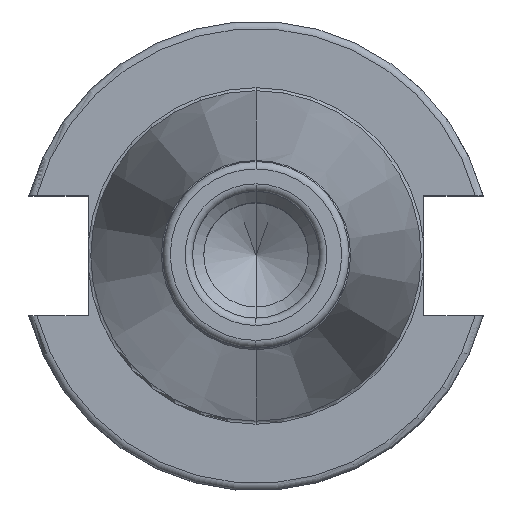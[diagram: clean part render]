
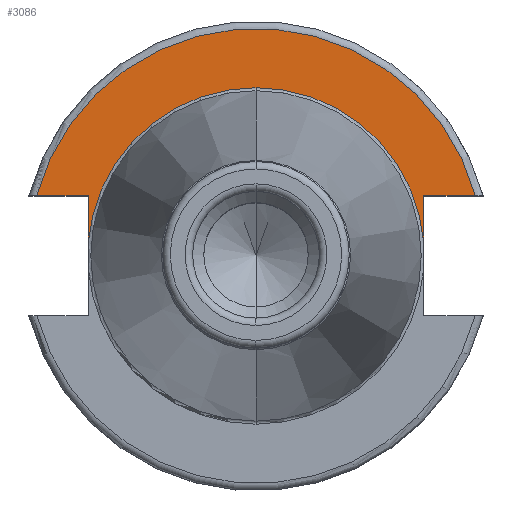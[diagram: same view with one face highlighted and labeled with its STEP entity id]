
A CAD part, top view. The second image highlights one B-rep face of the part: STEP entity #3086.
In plain terms, the highlighted planar face has unit normal (0, 0, 1).
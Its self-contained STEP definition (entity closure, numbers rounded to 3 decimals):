
#498=CARTESIAN_POINT('',(0,0,10));
#499=DIRECTION('',(0,0,1));
#500=DIRECTION('',(0,1,0));
#501=AXIS2_PLACEMENT_3D('',#498,#499,#500);
#1192=DIRECTION('',(0,1,0));
#1193=VECTOR('',#1192,6.317);
#1194=CARTESIAN_POINT('',(-22.5,1.733,10));
#1195=LINE('',#1194,#1193);
#1196=DIRECTION('',(1,0,0));
#1197=VECTOR('',#1196,6.918);
#1198=CARTESIAN_POINT('',(-29.418,8.05,10));
#1199=LINE('',#1198,#1197);
#1200=DIRECTION('',(-1,0,0));
#1201=VECTOR('',#1200,6.918);
#1202=CARTESIAN_POINT('',(29.418,8.05,10));
#1203=LINE('',#1202,#1201);
#1204=DIRECTION('',(0,-1,0));
#1205=VECTOR('',#1204,6.317);
#1206=CARTESIAN_POINT('',(22.5,8.05,10));
#1207=LINE('',#1206,#1205);
#1222=CARTESIAN_POINT('',(0,0,10));
#1223=DIRECTION('',(0,0,-1));
#1224=DIRECTION('',(0,1,0));
#1225=AXIS2_PLACEMENT_3D('',#1222,#1223,#1224);
#1261=CARTESIAN_POINT('',(0,0,10));
#1262=DIRECTION('',(0,0,1));
#1263=DIRECTION('',(0.965,0.264,0));
#1264=AXIS2_PLACEMENT_3D('',#1261,#1262,#1263);
#1319=CARTESIAN_POINT('',(0,22.567,10));
#1321=VERTEX_POINT('',#1319);
#1451=CARTESIAN_POINT('',(-22.5,1.733,10));
#1452=CARTESIAN_POINT('',(-22.5,8.05,10));
#1453=VERTEX_POINT('',#1451);
#1454=VERTEX_POINT('',#1452);
#1455=CARTESIAN_POINT('',(-29.418,8.05,10));
#1456=VERTEX_POINT('',#1455);
#1457=CARTESIAN_POINT('',(22.5,8.05,10));
#1458=CARTESIAN_POINT('',(22.5,1.733,10));
#1459=VERTEX_POINT('',#1457);
#1460=VERTEX_POINT('',#1458);
#1467=CARTESIAN_POINT('',(29.418,8.05,10));
#1468=VERTEX_POINT('',#1467);
#3068=CARTESIAN_POINT('',(0,0,10));
#3069=DIRECTION('',(0,0,-1));
#3070=DIRECTION('',(0,-1,0));
#3071=AXIS2_PLACEMENT_3D('',#3068,#3069,#3070);
#3072=PLANE('',#3071);
#3073=ORIENTED_EDGE('',*,*,#2337,.T.);
#3075=ORIENTED_EDGE('',*,*,#3074,.F.);
#3077=ORIENTED_EDGE('',*,*,#3076,.F.);
#3079=ORIENTED_EDGE('',*,*,#3078,.T.);
#3080=ORIENTED_EDGE('',*,*,#2980,.T.);
#3082=ORIENTED_EDGE('',*,*,#3081,.F.);
#3083=ORIENTED_EDGE('',*,*,#2314,.T.);
#3084=EDGE_LOOP('',(#3073,#3075,#3077,#3079,#3080,#3082,#3083));
#3085=FACE_OUTER_BOUND('',#3084,.F.);
#3086=ADVANCED_FACE('',(#3085),#3072,.F.);
#502=CIRCLE('',#501,22.567);
#1226=CIRCLE('',#1225,22.567);
#1265=CIRCLE('',#1264,30.5);
#2314=EDGE_CURVE('',#1321,#1453,#502,.T.);
#2337=EDGE_CURVE('',#1453,#1454,#1195,.T.);
#2980=EDGE_CURVE('',#1459,#1460,#1207,.T.);
#3074=EDGE_CURVE('',#1456,#1454,#1199,.T.);
#3076=EDGE_CURVE('',#1468,#1456,#1265,.T.);
#3078=EDGE_CURVE('',#1468,#1459,#1203,.T.);
#3081=EDGE_CURVE('',#1321,#1460,#1226,.T.);
